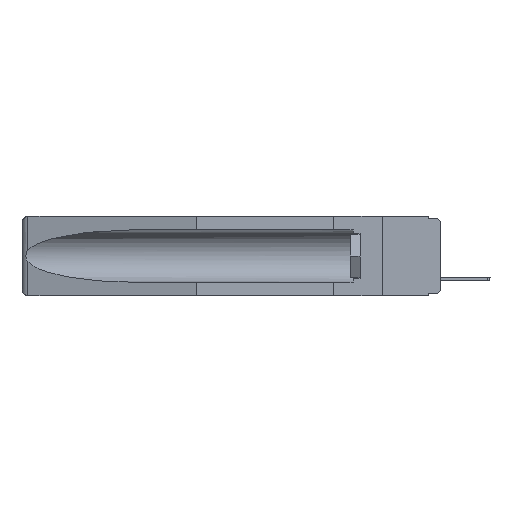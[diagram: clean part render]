
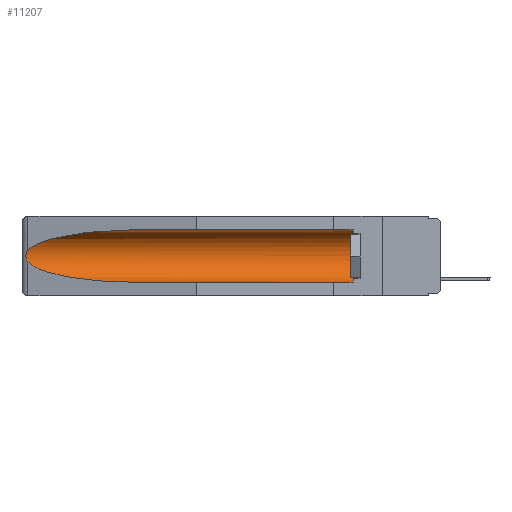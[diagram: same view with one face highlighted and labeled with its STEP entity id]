
A CAD part, left-side view. The second image highlights one B-rep face of the part: STEP entity #11207.
In plain terms, the highlighted cylindrical face has radius 2.857 mm (diameter 5.715 mm), a partial arc.
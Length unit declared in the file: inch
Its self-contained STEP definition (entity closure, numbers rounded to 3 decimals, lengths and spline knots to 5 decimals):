
#147 = DIRECTION ( 'NONE',  ( 0., 1., 0. ) ) ;
#339 = AXIS2_PLACEMENT_3D ( 'NONE', #10407, #5023, #15617 ) ;
#345 = VERTEX_POINT ( 'NONE', #16270 ) ;
#503 = ORIENTED_EDGE ( 'NONE', *, *, #3291, .T. ) ;
#837 = VERTEX_POINT ( 'NONE', #16398 ) ;
#941 = DIRECTION ( 'NONE',  ( 0., 1., 0. ) ) ;
#1351 = CARTESIAN_POINT ( 'NONE',  ( 0.155, -0.30754, -0.059 ) ) ;
#1474 = B_SPLINE_CURVE_WITH_KNOTS ( 'NONE', 3,
 ( #3290, #8577, #5970, #15005, #8319, #8401, #9642, #11174, #4593, #13610 ),
 .UNSPECIFIED., .F., .F.,
 ( 4, 2, 2, 2, 4 ),
 ( 0., 0.00029, 0.00058, 0.00087, 0.00117 ),
 .UNSPECIFIED. ) ;
#1611 = ORIENTED_EDGE ( 'NONE', *, *, #11156, .T. ) ;
#2322 = CARTESIAN_POINT ( 'NONE',  ( 0.26537, 1.52718, -0.14972 ) ) ;
#2372 =( BOUNDED_CURVE ( )  B_SPLINE_CURVE ( 3, ( #10517, #3919, #7923, #9227 ),
 .UNSPECIFIED., .F., .F. ) 
 B_SPLINE_CURVE_WITH_KNOTS ( ( 4, 4 ),
 ( 0.1948, 1.5708 ),
 .UNSPECIFIED. ) 
 CURVE ( )  GEOMETRIC_REPRESENTATION_ITEM ( )  RATIONAL_B_SPLINE_CURVE ( ( 1., 0.848, 0.848, 1. ) ) 
 REPRESENTATION_ITEM ( '' )  );
#2411 = CARTESIAN_POINT ( 'NONE',  ( 0.25451, 1.48313, -0.09465 ) ) ;
#2449 = DIRECTION ( 'NONE',  ( 0., 1., 0. ) ) ;
#3280 = CYLINDRICAL_SURFACE ( 'NONE', #16794, 0.1125 ) ;
#3290 = CARTESIAN_POINT ( 'NONE',  ( 0.26537, 1.52718, -0.14972 ) ) ;
#3291 = EDGE_CURVE ( 'NONE', #8576, #345, #8906, .T. ) ;
#3569 = ORIENTED_EDGE ( 'NONE', *, *, #6196, .F. ) ;
#3824 = CARTESIAN_POINT ( 'NONE',  ( 0.155, 1.07973, -0.059 ) ) ;
#3919 = CARTESIAN_POINT ( 'NONE',  ( 0.25451, 1.48313, -0.24835 ) ) ;
#4027 = ORIENTED_EDGE ( 'NONE', *, *, #7147, .T. ) ;
#4593 = CARTESIAN_POINT ( 'NONE',  ( 0.26597, 1.5296, -0.19026 ) ) ;
#4625 = VERTEX_POINT ( 'NONE', #7634 ) ;
#4841 = VECTOR ( 'NONE', #941, 39.37008 ) ;
#5023 = DIRECTION ( 'NONE',  ( 0., -1., 0. ) ) ;
#5045 = DIRECTION ( 'NONE',  ( 0., 0., 1. ) ) ;
#5856 = EDGE_LOOP ( 'NONE', ( #8380, #1611, #10317, #3569, #503, #4027 ) ) ;
#5892 = CARTESIAN_POINT ( 'NONE',  ( 0.155, 1.07973, -0.284 ) ) ;
#5970 = CARTESIAN_POINT ( 'NONE',  ( 0.26654, 1.53092, -0.15636 ) ) ;
#6196 = EDGE_CURVE ( 'NONE', #8576, #9443, #10477, .T. ) ;
#6217 = EDGE_CURVE ( 'NONE', #14782, #837, #12323, .T. ) ;
#7147 = EDGE_CURVE ( 'NONE', #345, #14782, #13245, .T. ) ;
#7323 = CARTESIAN_POINT ( 'NONE',  ( 0.155, 0.126, -0.284 ) ) ;
#7634 = CARTESIAN_POINT ( 'NONE',  ( 0.26537, 1.52718, -0.19328 ) ) ;
#7923 = CARTESIAN_POINT ( 'NONE',  ( 0.21114, 1.30732, -0.284 ) ) ;
#8319 = CARTESIAN_POINT ( 'NONE',  ( 0.2675, 1.53308, -0.16763 ) ) ;
#8380 = ORIENTED_EDGE ( 'NONE', *, *, #6217, .T. ) ;
#8401 = CARTESIAN_POINT ( 'NONE',  ( 0.2675, 1.53308, -0.17534 ) ) ;
#8576 = VERTEX_POINT ( 'NONE', #7323 ) ;
#8577 = CARTESIAN_POINT ( 'NONE',  ( 0.26597, 1.52961, -0.15275 ) ) ;
#8906 = CIRCLE ( 'NONE', #339, 0.1125 ) ;
#9227 = CARTESIAN_POINT ( 'NONE',  ( 0.155, 1.07973, -0.284 ) ) ;
#9443 = VERTEX_POINT ( 'NONE', #5892 ) ;
#9642 = CARTESIAN_POINT ( 'NONE',  ( 0.2673, 1.53269, -0.17917 ) ) ;
#10317 = ORIENTED_EDGE ( 'NONE', *, *, #14416, .T. ) ;
#10342 = CARTESIAN_POINT ( 'NONE',  ( 0.155, -0.30754, -0.1715 ) ) ;
#10407 = CARTESIAN_POINT ( 'NONE',  ( 0.155, 0.126, -0.1715 ) ) ;
#10477 = LINE ( 'NONE', #15696, #4841 ) ;
#10517 = CARTESIAN_POINT ( 'NONE',  ( 0.26537, 1.52718, -0.19328 ) ) ;
#11156 = EDGE_CURVE ( 'NONE', #837, #4625, #1474, .T. ) ;
#11174 = CARTESIAN_POINT ( 'NONE',  ( 0.26655, 1.53094, -0.18657 ) ) ;
#11207 = ADVANCED_FACE ( 'NONE', ( #16946 ), #3280, .F. ) ;
#12323 =( BOUNDED_CURVE ( )  B_SPLINE_CURVE ( 3, ( #12744, #15450, #2411, #2322 ),
 .UNSPECIFIED., .F., .F. ) 
 B_SPLINE_CURVE_WITH_KNOTS ( ( 4, 4 ),
 ( 4.71239, 6.08839 ),
 .UNSPECIFIED. ) 
 CURVE ( )  GEOMETRIC_REPRESENTATION_ITEM ( )  RATIONAL_B_SPLINE_CURVE ( ( 1., 0.848, 0.848, 1. ) ) 
 REPRESENTATION_ITEM ( '' )  );
#12744 = CARTESIAN_POINT ( 'NONE',  ( 0.155, 1.07973, -0.059 ) ) ;
#13245 = LINE ( 'NONE', #1351, #15968 ) ;
#13610 = CARTESIAN_POINT ( 'NONE',  ( 0.26537, 1.52718, -0.19328 ) ) ;
#14416 = EDGE_CURVE ( 'NONE', #4625, #9443, #2372, .T. ) ;
#14782 = VERTEX_POINT ( 'NONE', #3824 ) ;
#15005 = CARTESIAN_POINT ( 'NONE',  ( 0.2673, 1.5327, -0.16383 ) ) ;
#15450 = CARTESIAN_POINT ( 'NONE',  ( 0.21114, 1.30732, -0.059 ) ) ;
#15617 = DIRECTION ( 'NONE',  ( 0., 0., 1. ) ) ;
#15696 = CARTESIAN_POINT ( 'NONE',  ( 0.155, -0.30754, -0.284 ) ) ;
#15968 = VECTOR ( 'NONE', #147, 39.37008 ) ;
#16270 = CARTESIAN_POINT ( 'NONE',  ( 0.155, 0.126, -0.059 ) ) ;
#16398 = CARTESIAN_POINT ( 'NONE',  ( 0.26537, 1.52718, -0.14972 ) ) ;
#16794 = AXIS2_PLACEMENT_3D ( 'NONE', #10342, #2449, #5045 ) ;
#16946 = FACE_OUTER_BOUND ( 'NONE', #5856, .T. ) ;
